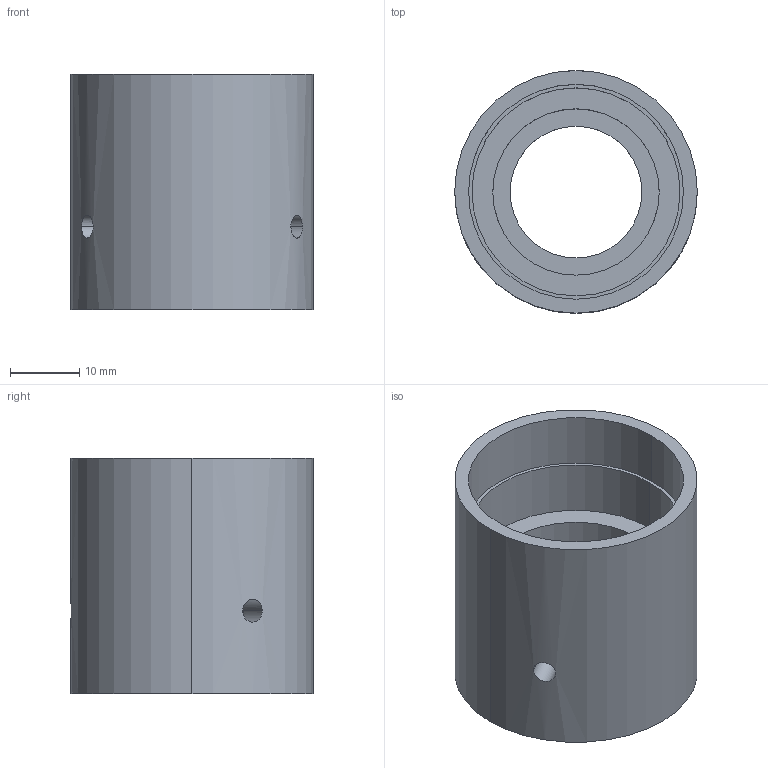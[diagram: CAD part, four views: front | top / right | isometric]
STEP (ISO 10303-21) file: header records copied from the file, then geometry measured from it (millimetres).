
FILE_DESCRIPTION (( 'STEP AP214' ), '1' );
FILE_NAME ('POMMEL_3.STEP', '2016-10-18T17:18:28', ( '' ), ( '' ), 'SwSTEP 2.0', 'SolidWorks 2014', '' );
FILE_SCHEMA (( 'AUTOMOTIVE_DESIGN' ));
Length unit declared in the file: millimetre
Products named in the file (1): POMMEL_3
Bounding box: 35 x 35 x 34 mm (x, y, z)
Volume: 13747.6 mm3; surface area: 8011.9 mm2
Topology: 1 solids, 1 shells, 21 faces, 48 edges, 32 vertices
Faces by surface type: cylinder 16, plane 5
Entity records: 1040 total; most frequent: CARTESIAN_POINT 426, DIRECTION 100, ORIENTED_EDGE 96, EDGE_CURVE 48, AXIS2_PLACEMENT_3D 42, VERTEX_POINT 32, EDGE_LOOP 32, FACE_OUTER_BOUND 21
